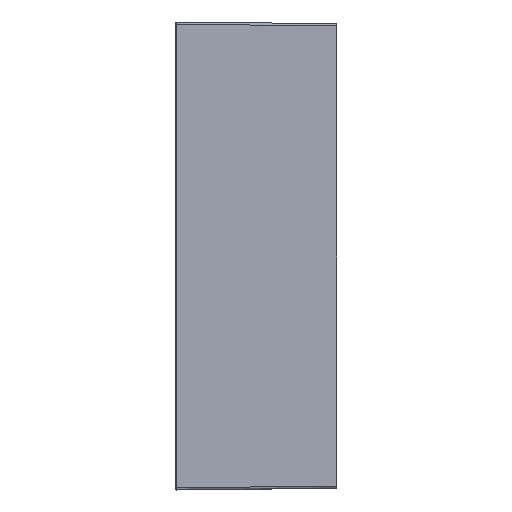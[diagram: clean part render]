
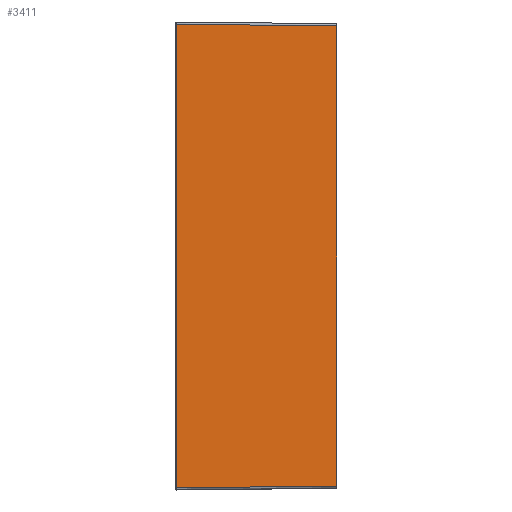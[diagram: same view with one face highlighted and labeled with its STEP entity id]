
A CAD part, left-side view. The second image highlights one B-rep face of the part: STEP entity #3411.
In plain terms, the highlighted planar face has unit normal (-1, -0.011, 0).
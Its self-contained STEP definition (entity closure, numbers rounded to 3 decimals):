
#372 = VECTOR ( 'NONE', #3107, 1000. ) ;
#605 = EDGE_CURVE ( 'NONE', #1967, #2378, #6761, .T. ) ;
#610 = ORIENTED_EDGE ( 'NONE', *, *, #7255, .T. ) ;
#633 = AXIS2_PLACEMENT_3D ( 'NONE', #11326, #3503, #5280 ) ;
#794 = CARTESIAN_POINT ( 'NONE',  ( -391.982, -145., 210. ) ) ;
#906 = LINE ( 'NONE', #4929, #372 ) ;
#1073 = VECTOR ( 'NONE', #8709, 1000. ) ;
#1417 = ORIENTED_EDGE ( 'NONE', *, *, #605, .T. ) ;
#1929 = CARTESIAN_POINT ( 'NONE',  ( -393.454, -4.376, -207.954 ) ) ;
#1967 = VERTEX_POINT ( 'NONE', #9154 ) ;
#2378 = VERTEX_POINT ( 'NONE', #8920 ) ;
#2978 = LINE ( 'NONE', #5374, #6426 ) ;
#3107 = DIRECTION ( 'NONE',  ( -0.01, 1., 0.01 ) ) ;
#3411 = ADVANCED_FACE ( 'NONE', ( #11426 ), #3540, .T. ) ;
#3503 = DIRECTION ( 'NONE',  ( -1., -0.01, 0. ) ) ;
#3540 = PLANE ( 'NONE',  #633 ) ;
#3771 = ORIENTED_EDGE ( 'NONE', *, *, #9613, .T. ) ;
#4929 = CARTESIAN_POINT ( 'NONE',  ( -393.5, 0.021, 208. ) ) ;
#5280 = DIRECTION ( 'NONE',  ( 0.01, -1., 0. ) ) ;
#5374 = CARTESIAN_POINT ( 'NONE',  ( -393.489, -1.01, -208. ) ) ;
#5538 = CARTESIAN_POINT ( 'NONE',  ( -391.982, -145., 206.482 ) ) ;
#6426 = VECTOR ( 'NONE', #10724, 1000. ) ;
#6761 = LINE ( 'NONE', #1929, #10607 ) ;
#7255 = EDGE_CURVE ( 'NONE', #2378, #9844, #7275, .T. ) ;
#7275 = LINE ( 'NONE', #794, #1073 ) ;
#8105 = CARTESIAN_POINT ( 'NONE',  ( -393.489, -1.01, 207.99 ) ) ;
#8709 = DIRECTION ( 'NONE',  ( 0., 0., 1. ) ) ;
#8920 = CARTESIAN_POINT ( 'NONE',  ( -391.982, -145., -206.482 ) ) ;
#9154 = CARTESIAN_POINT ( 'NONE',  ( -393.489, -1.01, -207.99 ) ) ;
#9427 = ORIENTED_EDGE ( 'NONE', *, *, #9927, .T. ) ;
#9613 = EDGE_CURVE ( 'NONE', #10777, #1967, #2978, .T. ) ;
#9666 = DIRECTION ( 'NONE',  ( 0.01, -1., 0.01 ) ) ;
#9844 = VERTEX_POINT ( 'NONE', #5538 ) ;
#9927 = EDGE_CURVE ( 'NONE', #9844, #10777, #906, .T. ) ;
#10607 = VECTOR ( 'NONE', #9666, 1000. ) ;
#10724 = DIRECTION ( 'NONE',  ( 0., 0., -1. ) ) ;
#10777 = VERTEX_POINT ( 'NONE', #8105 ) ;
#11087 = EDGE_LOOP ( 'NONE', ( #9427, #3771, #1417, #610 ) ) ;
#11326 = CARTESIAN_POINT ( 'NONE',  ( -393.5, 0., 210. ) ) ;
#11426 = FACE_OUTER_BOUND ( 'NONE', #11087, .T. ) ;
